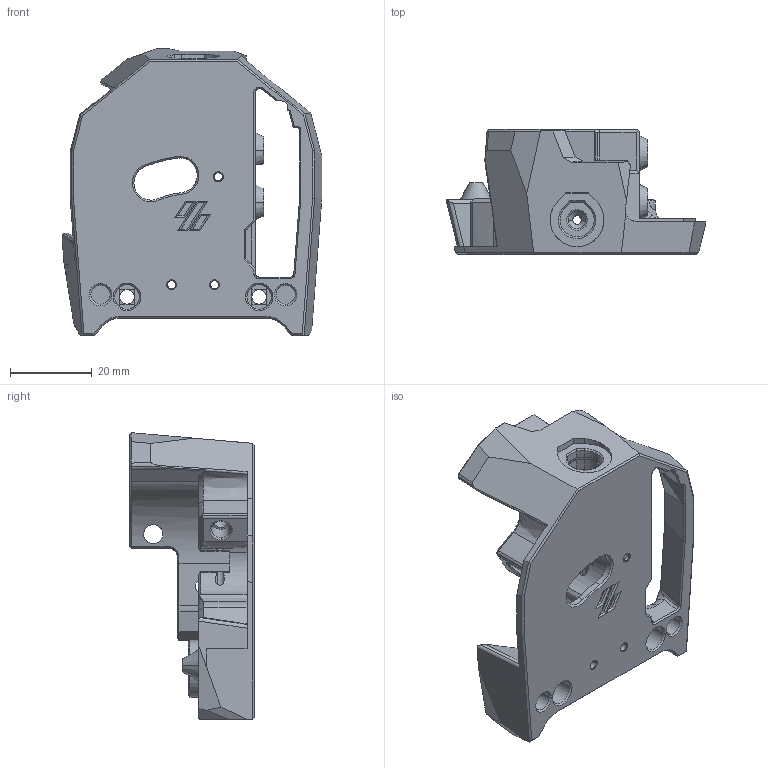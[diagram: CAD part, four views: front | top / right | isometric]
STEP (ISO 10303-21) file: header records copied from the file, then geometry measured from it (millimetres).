
FILE_DESCRIPTION (( 'STEP AP214' ), '1' );
FILE_NAME ('Galileo 2 Extruder BODY -EBB USB.STEP', '2024-09-12T01:56:52', ( 'Windows User' ), ( 'P R C' ), 'SwSTEP 2.0', 'SolidWorks 2024', '' );
FILE_SCHEMA (( 'AUTOMOTIVE_DESIGN' ));
Length unit declared in the file: millimetre
Products named in the file (1): Galileo 2 Extruder BODY   -EBB USB
Bounding box: 63.77 x 30.6 x 70.3 mm (x, y, z)
Volume: 33227.7 mm3; surface area: 15897.4 mm2
Topology: 1 solids, 1 shells, 551 faces, 1442 edges, 910 vertices
Faces by surface type: plane 261, cylinder 134, cone 98, bspline 55, torus 3
Entity records: 18761 total; most frequent: CARTESIAN_POINT 5616, ORIENTED_EDGE 2884, DIRECTION 2518, EDGE_CURVE 1442, VERTEX_POINT 910, VECTOR 840, LINE 840, AXIS2_PLACEMENT_3D 839
